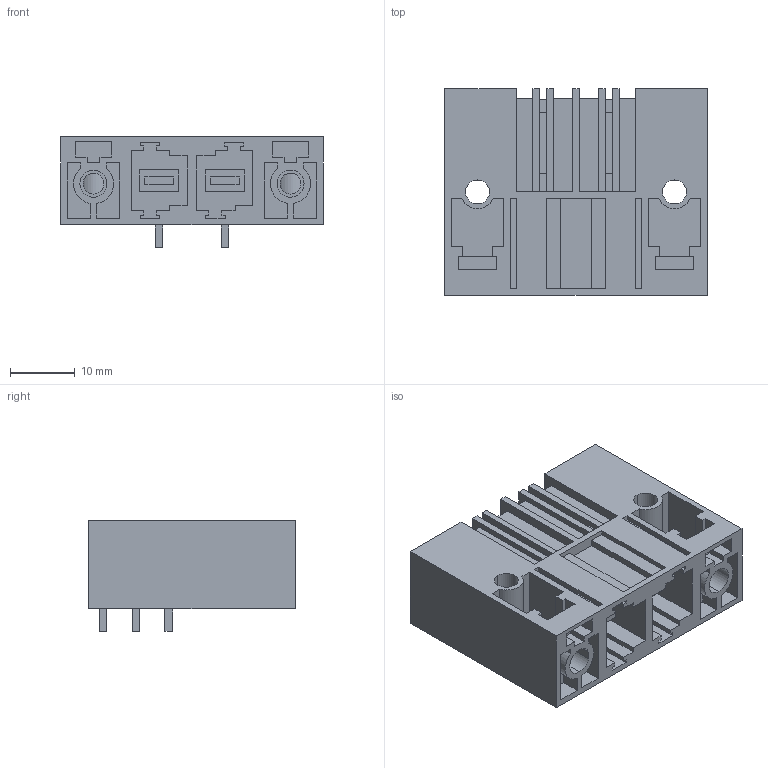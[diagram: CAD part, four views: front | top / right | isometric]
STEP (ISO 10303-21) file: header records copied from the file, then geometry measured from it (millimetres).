
FILE_DESCRIPTION(('CATIA V5 STEP Exchange','CAx-IF Rec.Pracs.--- Model Styling and Organization---1.2---2011-12-15'),'2;1');
FILE_NAME ('D1457522_0_1851040000_1851040000.stp','2018-03-07T12:17:25+00:00',('none'),('Weidmueller'),'CATIA Version 5-6 Release 2014','CATIA V5 STEP AP214','none');
FILE_SCHEMA(('AUTOMOTIVE_DESIGN { 1 0 10303 214 1 1 1 1 }'));
Length unit declared in the file: millimetre
Products named in the file (1): 1851040000
Bounding box: 40.64 x 32 x 17.1 mm (x, y, z)
Volume: 11629.1 mm3; surface area: 10631.9 mm2
Topology: 5 solids, 5 shells, 363 faces, 1017 edges, 683 vertices
Faces by surface type: plane 333, cylinder 30
Entity records: 11405 total; most frequent: ORIENTED_EDGE 2034, CARTESIAN_POINT 2026, DIRECTION 1558, EDGE_CURVE 1017, VECTOR 953, LINE 953, VERTEX_POINT 683, EDGE_LOOP 400
